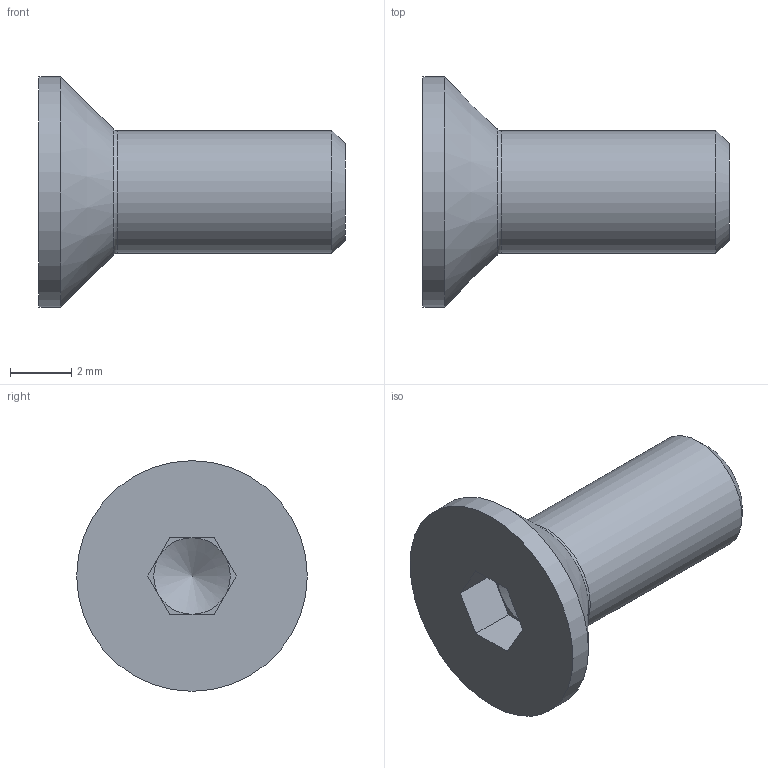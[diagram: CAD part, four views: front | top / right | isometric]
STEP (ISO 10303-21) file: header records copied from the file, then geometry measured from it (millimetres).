
FILE_DESCRIPTION(/* description */ ('Alibre Inc.'),/* implementation_level */ '2;1');
FILE_NAME(/* name */ 'export-4DA9B426-0669-4A53-B1BA-B408AD1278A9',/* time_stamp */ '2020-08-11T09:07:41+02:00',/* author */ (''),/* organization */ (''),/* preprocessor_version */ 'ST-DEVELOPER v17',/* originating_system */ 'Alibre',/* authorisation */ '');
FILE_SCHEMA (('AUTOMOTIVE_DESIGN'));
Length unit declared in the file: millimetre
Products named in the file (1): HI_Countersunk screw ISO 10642 M4x10 51060.040.010(High)
Bounding box: 10 x 7.53 x 7.53 mm (x, y, z)
Volume: 163.4 mm3; surface area: 224.1 mm2
Topology: 1 solids, 1 shells, 21 faces, 51 edges, 32 vertices
Faces by surface type: plane 14, cylinder 3, cone 3, torus 1
Full cylindrical faces by diameter (mm): 2.5 x1, 4 x1, 7.53 x1
Entity records: 610 total; most frequent: ORIENTED_EDGE 100, CARTESIAN_POINT 97, DIRECTION 85, EDGE_CURVE 50, AXIS2_PLACEMENT_3D 35, VERTEX_POINT 32, VECTOR 30, LINE 30
